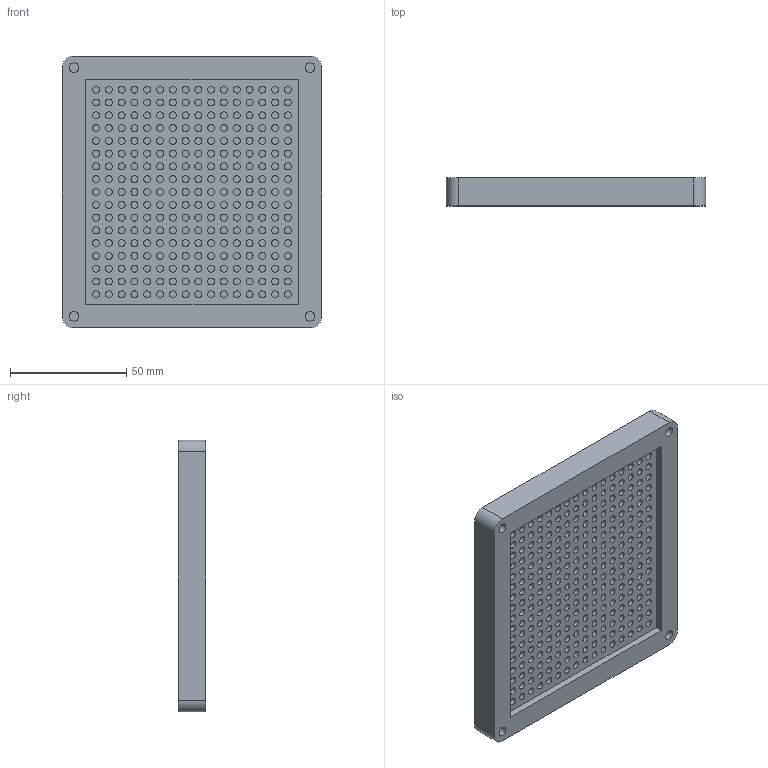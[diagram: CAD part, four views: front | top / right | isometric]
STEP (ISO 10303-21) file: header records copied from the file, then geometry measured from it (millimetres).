
FILE_DESCRIPTION(/* description */ (''),/* implementation_level */ '2;1');
FILE_NAME(/* name */ 'pzt-element-tray.step',/* time_stamp */ '2022-05-23T19:22:37+01:00',/* author */ (''),/* organization */ (''),/* preprocessor_version */ 'ST-DEVELOPER v18.1',/* originating_system */ 'Autodesk Translation Framework v10.14.0.1471',/* authorisation */ '');
FILE_SCHEMA (('AUTOMOTIVE_DESIGN { 1 0 10303 214 3 1 1 }'));
Length unit declared in the file: millimetre
Products named in the file (1): PZT Element Tray
Bounding box: 111.5 x 12 x 117 mm (x, y, z)
Volume: 113963.9 mm3; surface area: 53377.5 mm2
Topology: 1 solids, 1 shells, 567 faces, 864 edges, 576 vertices
Faces by surface type: plane 287, cylinder 280
Full cylindrical faces by diameter (mm): 3 x272, 4.1 x4
Entity records: 12891 total; most frequent: DIRECTION 2560, CARTESIAN_POINT 2008, ORIENTED_EDGE 1728, AXIS2_PLACEMENT_3D 1128, EDGE_CURVE 864, EDGE_LOOP 844, VERTEX_POINT 576, FACE_OUTER_BOUND 567
